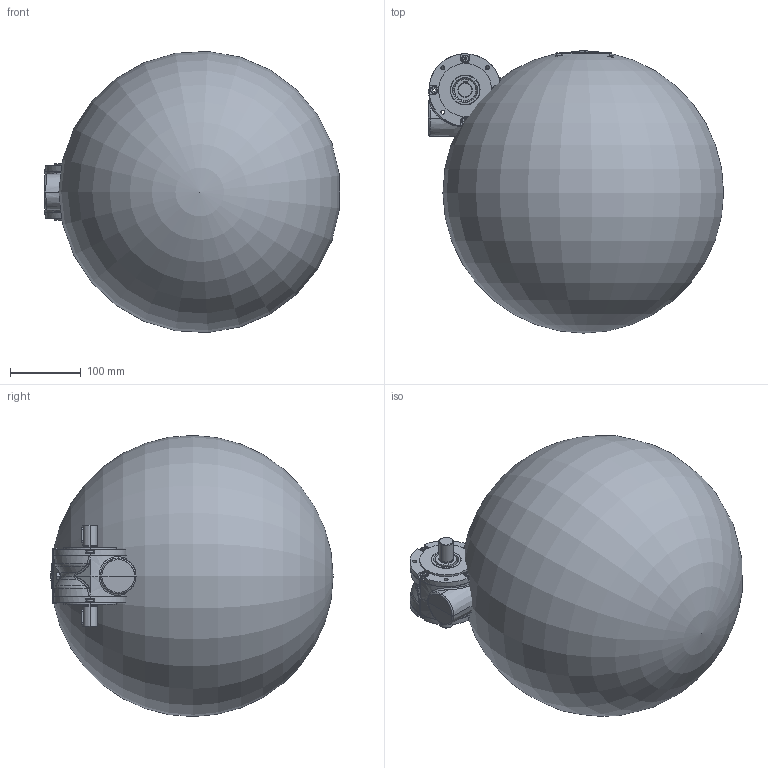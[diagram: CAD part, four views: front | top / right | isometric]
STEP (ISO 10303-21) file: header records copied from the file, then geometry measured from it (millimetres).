
FILE_DESCRIPTION(/* description */ ('STEP AP203'),/* implementation_level */ '2;1');
FILE_NAME(/* name */ '66a0faa8642d711a4a12d7e0',/* time_stamp */ '2024-07-24T12:59:25Z',/* author */ (''),/* organization */ (''),/* preprocessor_version */ 'ST-DEVELOPER v20',/* originating_system */ ' ',/* authorisation */ ' ');
FILE_SCHEMA (('CONFIG_CONTROL_DESIGN'));
Length unit declared in the file: metre
Products named in the file (740): IGK_090_060_MF+VE40_DB; NONE; Klemmenkasten_AK2; 1
Assembly tree (739 placements, depth 2):
  IGK_090_060_MF+VE40_DB
    NONE
    NONE
    NONE
    NONE
    NONE
    NONE
    NONE
    NONE
    NONE
    NONE
    NONE
    NONE
    NONE
    NONE
    NONE
    NONE
    NONE
    NONE
    NONE
    NONE
    NONE
    NONE
    NONE
    NONE
    NONE
    NONE
    NONE
    NONE
    NONE
    NONE
    NONE
    NONE
    NONE
    NONE
    NONE
    NONE
    NONE
    NONE
    NONE
    NONE
    NONE
    NONE
    NONE
    NONE
    NONE
    NONE
    NONE
    NONE
    NONE
    NONE
    NONE
    NONE
    NONE
    NONE
    NONE
    NONE
    NONE
    NONE
    NONE
Bounding box: 418.19 x 399.94 x 398.37 mm (x, y, z)
Volume: 1441021.4 mm3; surface area: 1239898.7 mm2
Topology: 2 solids, 739 shells, 1603 faces, 6065 edges, 5159 vertices
Faces by surface type: plane 642, cylinder 523, bspline 161, cone 144, torus 100, sphere 33
Full cylindrical faces by diameter (mm): 2.5 x1, 3 x4, 3.4 x4, 4.134 x12, 6 x8, 8 x4, 10 x1, 12 x1, 13 x2, 15.5 x2, 19 x3, 20 x3, 32 x1, 91 x1
Entity records: 97633 total; most frequent: CARTESIAN_POINT 28286, DIRECTION 11448, ORIENTED_EDGE 7765, EDGE_CURVE 5897, VERTEX_POINT 5137, AXIS2_PLACEMENT_3D 4236, LINE 2976, VECTOR 2976
